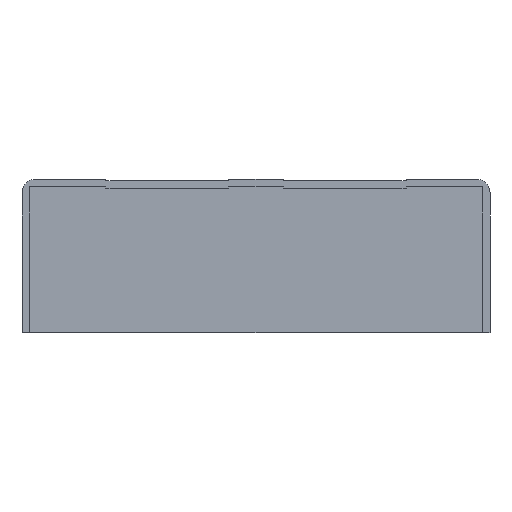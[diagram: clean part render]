
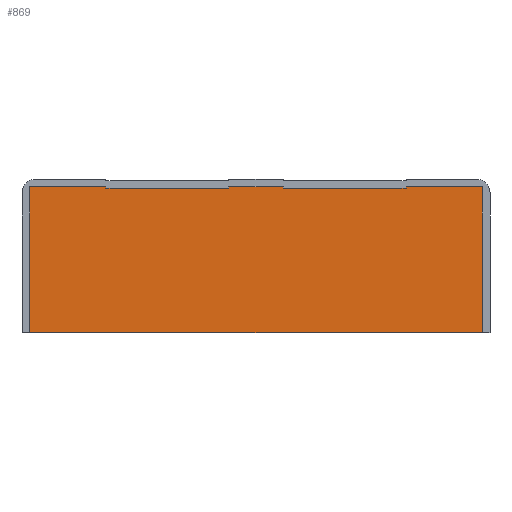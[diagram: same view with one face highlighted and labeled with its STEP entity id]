
A CAD part, left-side view. The second image highlights one B-rep face of the part: STEP entity #869.
In plain terms, the highlighted planar face has unit normal (-1, 0, 0).
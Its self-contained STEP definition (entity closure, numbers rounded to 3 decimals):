
#17 = VERTEX_POINT ( 'NONE', #476 ) ;
#25 = VECTOR ( 'NONE', #603, 1000. ) ;
#43 = VERTEX_POINT ( 'NONE', #507 ) ;
#47 = ORIENTED_EDGE ( 'NONE', *, *, #796, .T. ) ;
#51 = VECTOR ( 'NONE', #495, 1000. ) ;
#63 = CARTESIAN_POINT ( 'NONE',  ( -2., 42.5, 0. ) ) ;
#67 = VECTOR ( 'NONE', #741, 1000. ) ;
#70 = EDGE_CURVE ( 'NONE', #17, #213, #197, .T. ) ;
#91 = ORIENTED_EDGE ( 'NONE', *, *, #472, .F. ) ;
#94 = VERTEX_POINT ( 'NONE', #870 ) ;
#112 = VECTOR ( 'NONE', #592, 1000. ) ;
#117 = LINE ( 'NONE', #63, #310 ) ;
#123 = ORIENTED_EDGE ( 'NONE', *, *, #758, .F. ) ;
#132 = LINE ( 'NONE', #792, #51 ) ;
#134 = LINE ( 'NONE', #588, #437 ) ;
#138 = VERTEX_POINT ( 'NONE', #178 ) ;
#153 = CARTESIAN_POINT ( 'NONE',  ( -2., 87.5, 53.5 ) ) ;
#166 = ORIENTED_EDGE ( 'NONE', *, *, #820, .F. ) ;
#178 = CARTESIAN_POINT ( 'NONE',  ( -2., 115.5, 53.5 ) ) ;
#184 = LINE ( 'NONE', #506, #448 ) ;
#194 = EDGE_CURVE ( 'NONE', #514, #213, #184, .T. ) ;
#197 = LINE ( 'NONE', #460, #67 ) ;
#213 = VERTEX_POINT ( 'NONE', #348 ) ;
#237 = ORIENTED_EDGE ( 'NONE', *, *, #799, .T. ) ;
#252 = ORIENTED_EDGE ( 'NONE', *, *, #727, .T. ) ;
#279 = VERTEX_POINT ( 'NONE', #916 ) ;
#289 = FACE_OUTER_BOUND ( 'NONE', #699, .T. ) ;
#293 = VECTOR ( 'NONE', #491, 1000. ) ;
#296 = LINE ( 'NONE', #851, #399 ) ;
#299 = CARTESIAN_POINT ( 'NONE',  ( -2., 22.5, 53.5 ) ) ;
#302 = LINE ( 'NONE', #948, #293 ) ;
#310 = VECTOR ( 'NONE', #688, 1000. ) ;
#319 = LINE ( 'NONE', #564, #532 ) ;
#320 = VECTOR ( 'NONE', #889, 1000. ) ;
#340 = LINE ( 'NONE', #787, #320 ) ;
#348 = CARTESIAN_POINT ( 'NONE',  ( -2., -22.5, 53. ) ) ;
#354 = VECTOR ( 'NONE', #824, 1000. ) ;
#359 = EDGE_CURVE ( 'NONE', #279, #509, #319, .T. ) ;
#374 = LINE ( 'NONE', #862, #25 ) ;
#380 = DIRECTION ( 'NONE',  ( 0., 0., 1. ) ) ;
#383 = DIRECTION ( 'NONE',  ( 0., 0., -1. ) ) ;
#399 = VECTOR ( 'NONE', #540, 1000. ) ;
#405 = ORIENTED_EDGE ( 'NONE', *, *, #70, .F. ) ;
#429 = DIRECTION ( 'NONE',  ( -1., 0., 0. ) ) ;
#437 = VECTOR ( 'NONE', #728, 1000. ) ;
#439 = ORIENTED_EDGE ( 'NONE', *, *, #194, .T. ) ;
#442 = LINE ( 'NONE', #877, #354 ) ;
#445 = LINE ( 'NONE', #554, #112 ) ;
#448 = VECTOR ( 'NONE', #383, 1000. ) ;
#460 = CARTESIAN_POINT ( 'NONE',  ( -2., 22.5, 53. ) ) ;
#466 = EDGE_CURVE ( 'NONE', #43, #138, #134, .T. ) ;
#472 = EDGE_CURVE ( 'NONE', #914, #509, #302, .T. ) ;
#476 = CARTESIAN_POINT ( 'NONE',  ( -2., 22.5, 53. ) ) ;
#483 = ORIENTED_EDGE ( 'NONE', *, *, #359, .T. ) ;
#491 = DIRECTION ( 'NONE',  ( 0., 0., -1. ) ) ;
#495 = DIRECTION ( 'NONE',  ( 0., 1., 0. ) ) ;
#506 = CARTESIAN_POINT ( 'NONE',  ( -2., -22.5, 0. ) ) ;
#507 = CARTESIAN_POINT ( 'NONE',  ( -2., 115.5, 0. ) ) ;
#509 = VERTEX_POINT ( 'NONE', #780 ) ;
#514 = VERTEX_POINT ( 'NONE', #720 ) ;
#532 = VECTOR ( 'NONE', #634, 1000. ) ;
#540 = DIRECTION ( 'NONE',  ( 0., 0., -1. ) ) ;
#544 = CARTESIAN_POINT ( 'NONE',  ( -2., -50.5, 53.5 ) ) ;
#554 = CARTESIAN_POINT ( 'NONE',  ( -2., -52.5, 53.5 ) ) ;
#556 = VERTEX_POINT ( 'NONE', #544 ) ;
#559 = EDGE_CURVE ( 'NONE', #620, #17, #296, .T. ) ;
#564 = CARTESIAN_POINT ( 'NONE',  ( -2., 42.5, 53. ) ) ;
#571 = EDGE_CURVE ( 'NONE', #952, #43, #340, .T. ) ;
#588 = CARTESIAN_POINT ( 'NONE',  ( -2., 115.5, 55.5 ) ) ;
#592 = DIRECTION ( 'NONE',  ( 0., -1., 0. ) ) ;
#603 = DIRECTION ( 'NONE',  ( 0., -1., 0. ) ) ;
#612 = ORIENTED_EDGE ( 'NONE', *, *, #571, .F. ) ;
#620 = VERTEX_POINT ( 'NONE', #299 ) ;
#632 = AXIS2_PLACEMENT_3D ( 'NONE', #811, #429, #380 ) ;
#634 = DIRECTION ( 'NONE',  ( 0., 1., 0. ) ) ;
#682 = ORIENTED_EDGE ( 'NONE', *, *, #466, .F. ) ;
#688 = DIRECTION ( 'NONE',  ( 0., 0., -1. ) ) ;
#699 = EDGE_LOOP ( 'NONE', ( #123, #237, #483, #91, #252, #682, #612, #47, #166, #439, #405, #940 ) ) ;
#720 = CARTESIAN_POINT ( 'NONE',  ( -2., -22.5, 53.5 ) ) ;
#727 = EDGE_CURVE ( 'NONE', #914, #138, #132, .T. ) ;
#728 = DIRECTION ( 'NONE',  ( 0., 0., 1. ) ) ;
#741 = DIRECTION ( 'NONE',  ( 0., -1., 0. ) ) ;
#758 = EDGE_CURVE ( 'NONE', #94, #620, #374, .T. ) ;
#780 = CARTESIAN_POINT ( 'NONE',  ( -2., 87.5, 53. ) ) ;
#787 = CARTESIAN_POINT ( 'NONE',  ( -2., 43., 0. ) ) ;
#792 = CARTESIAN_POINT ( 'NONE',  ( -2., 117.5, 53.5 ) ) ;
#796 = EDGE_CURVE ( 'NONE', #952, #556, #442, .T. ) ;
#799 = EDGE_CURVE ( 'NONE', #94, #279, #117, .T. ) ;
#811 = CARTESIAN_POINT ( 'NONE',  ( -2., 0., 0. ) ) ;
#820 = EDGE_CURVE ( 'NONE', #514, #556, #445, .T. ) ;
#824 = DIRECTION ( 'NONE',  ( 0., 0., 1. ) ) ;
#836 = CARTESIAN_POINT ( 'NONE',  ( -2., -50.5, 0. ) ) ;
#851 = CARTESIAN_POINT ( 'NONE',  ( -2., 22.5, 0. ) ) ;
#862 = CARTESIAN_POINT ( 'NONE',  ( -2., -52.5, 53.5 ) ) ;
#869 = ADVANCED_FACE ( 'NONE', ( #289 ), #944, .T. ) ;
#870 = CARTESIAN_POINT ( 'NONE',  ( -2., 42.5, 53.5 ) ) ;
#877 = CARTESIAN_POINT ( 'NONE',  ( -2., -50.5, 55.5 ) ) ;
#889 = DIRECTION ( 'NONE',  ( 0., 1., 0. ) ) ;
#914 = VERTEX_POINT ( 'NONE', #153 ) ;
#916 = CARTESIAN_POINT ( 'NONE',  ( -2., 42.5, 53. ) ) ;
#940 = ORIENTED_EDGE ( 'NONE', *, *, #559, .F. ) ;
#944 = PLANE ( 'NONE',  #632 ) ;
#948 = CARTESIAN_POINT ( 'NONE',  ( -2., 87.5, 0. ) ) ;
#952 = VERTEX_POINT ( 'NONE', #836 ) ;
